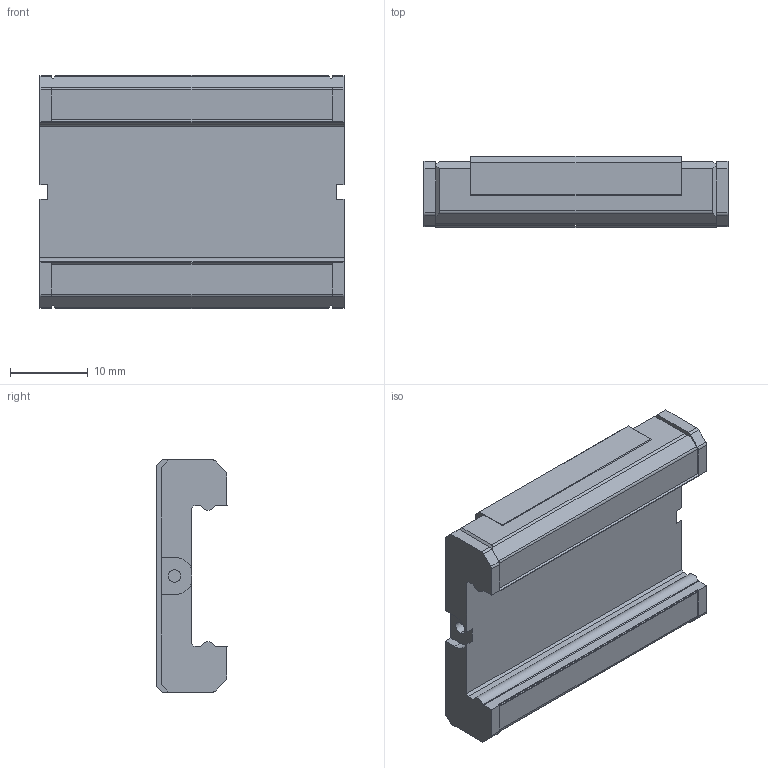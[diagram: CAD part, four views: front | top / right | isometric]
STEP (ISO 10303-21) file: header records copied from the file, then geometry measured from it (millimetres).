
FILE_DESCRIPTION (( 'STEP AP214' ), '1' );
FILE_NAME ('SRS9WMSS, Føringsvogn, Bondy.STEP', '2020-06-15T08:20:47', ( '' ), ( '' ), 'SwSTEP 2.0', 'SolidWorks 2020', '' );
FILE_SCHEMA (( 'AUTOMOTIVE_DESIGN' ));
Length unit declared in the file: millimetre
Products named in the file (2): SRS9WMSS, Føringsvogn, Bondy; _SRS9WMSS1 Slider
Assembly tree (1 placements, depth 2):
  SRS9WMSS, Føringsvogn, Bondy
    _SRS9WMSS1 Slider
Bounding box: 39 x 9.1 x 30 mm (x, y, z)
Volume: 6833.7 mm3; surface area: 3873.8 mm2
Topology: 1 solids, 1 shells, 137 faces, 369 edges, 230 vertices
Faces by surface type: plane 85, cylinder 36, cone 16
Entity records: 4253 total; most frequent: CARTESIAN_POINT 744, ORIENTED_EDGE 722, DIRECTION 719, EDGE_CURVE 361, LINE 277, VECTOR 277, VERTEX_POINT 230, AXIS2_PLACEMENT_3D 221
